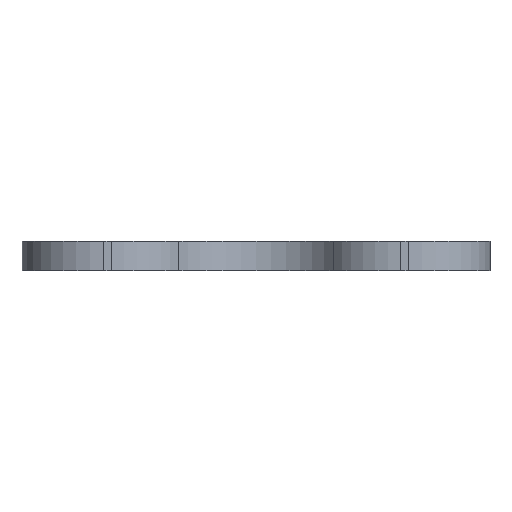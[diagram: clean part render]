
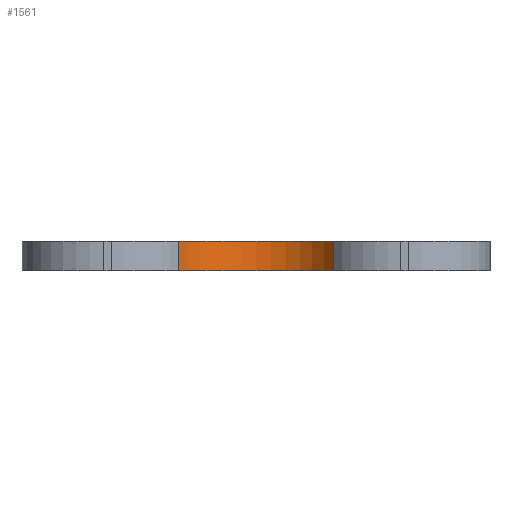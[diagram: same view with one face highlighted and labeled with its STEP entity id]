
A CAD part, left-side view. The second image highlights one B-rep face of the part: STEP entity #1561.
In plain terms, the highlighted cylindrical face has radius 5.08 mm (diameter 10.16 mm), a partial arc.
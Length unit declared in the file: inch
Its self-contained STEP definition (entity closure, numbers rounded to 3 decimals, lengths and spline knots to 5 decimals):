
#126 = CARTESIAN_POINT ( 'NONE',  ( -0.61141, -0.16499, 0. ) ) ;
#347 = EDGE_CURVE ( 'NONE', #1607, #2498, #395, .T. ) ;
#395 = LINE ( 'NONE', #2157, #966 ) ;
#499 = ORIENTED_EDGE ( 'NONE', *, *, #347, .F. ) ;
#512 = EDGE_CURVE ( 'NONE', #1825, #1759, #1829, .T. ) ;
#520 = CARTESIAN_POINT ( 'NONE',  ( -0.72445, 0., 0. ) ) ;
#710 = DIRECTION ( 'NONE',  ( 0., 0., -1. ) ) ;
#723 = DIRECTION ( 'NONE',  ( 0.565, -0.825, 0. ) ) ;
#889 = AXIS2_PLACEMENT_3D ( 'NONE', #2490, #710, #1552 ) ;
#938 = DIRECTION ( 'NONE',  ( 0.565, -0.825, 0. ) ) ;
#966 = VECTOR ( 'NONE', #1820, 39.37008 ) ;
#974 = CARTESIAN_POINT ( 'NONE',  ( -0.72445, 0., 0. ) ) ;
#1058 = CARTESIAN_POINT ( 'NONE',  ( -0.61141, 0.16499, 0.0625 ) ) ;
#1107 = DIRECTION ( 'NONE',  ( 0., 0., 1. ) ) ;
#1323 = EDGE_LOOP ( 'NONE', ( #1975, #2412, #2106, #499 ) ) ;
#1324 = CYLINDRICAL_SURFACE ( 'NONE', #2295, 0.2 ) ;
#1440 = CARTESIAN_POINT ( 'NONE',  ( -0.61141, -0.16499, 0. ) ) ;
#1471 = CIRCLE ( 'NONE', #2053, 0.2 ) ;
#1518 = CARTESIAN_POINT ( 'NONE',  ( -0.61141, -0.16499, 0.0625 ) ) ;
#1552 = DIRECTION ( 'NONE',  ( 0.565, -0.825, 0. ) ) ;
#1561 = ADVANCED_FACE ( 'NONE', ( #2325 ), #1324, .F. ) ;
#1607 = VERTEX_POINT ( 'NONE', #2566 ) ;
#1759 = VERTEX_POINT ( 'NONE', #1518 ) ;
#1820 = DIRECTION ( 'NONE',  ( 0., 0., 1. ) ) ;
#1825 = VERTEX_POINT ( 'NONE', #126 ) ;
#1829 = LINE ( 'NONE', #1440, #1927 ) ;
#1897 = EDGE_CURVE ( 'NONE', #1825, #1607, #1471, .T. ) ;
#1927 = VECTOR ( 'NONE', #2239, 39.37008 ) ;
#1975 = ORIENTED_EDGE ( 'NONE', *, *, #1897, .F. ) ;
#2042 = EDGE_CURVE ( 'NONE', #2498, #1759, #2339, .T. ) ;
#2053 = AXIS2_PLACEMENT_3D ( 'NONE', #974, #2121, #938 ) ;
#2106 = ORIENTED_EDGE ( 'NONE', *, *, #2042, .F. ) ;
#2121 = DIRECTION ( 'NONE',  ( 0., 0., 1. ) ) ;
#2157 = CARTESIAN_POINT ( 'NONE',  ( -0.61141, 0.16499, 0. ) ) ;
#2239 = DIRECTION ( 'NONE',  ( 0., 0., 1. ) ) ;
#2295 = AXIS2_PLACEMENT_3D ( 'NONE', #520, #1107, #723 ) ;
#2325 = FACE_OUTER_BOUND ( 'NONE', #1323, .T. ) ;
#2339 = CIRCLE ( 'NONE', #889, 0.2 ) ;
#2412 = ORIENTED_EDGE ( 'NONE', *, *, #512, .T. ) ;
#2490 = CARTESIAN_POINT ( 'NONE',  ( -0.72445, 0., 0.0625 ) ) ;
#2498 = VERTEX_POINT ( 'NONE', #1058 ) ;
#2566 = CARTESIAN_POINT ( 'NONE',  ( -0.61141, 0.16499, 0. ) ) ;
